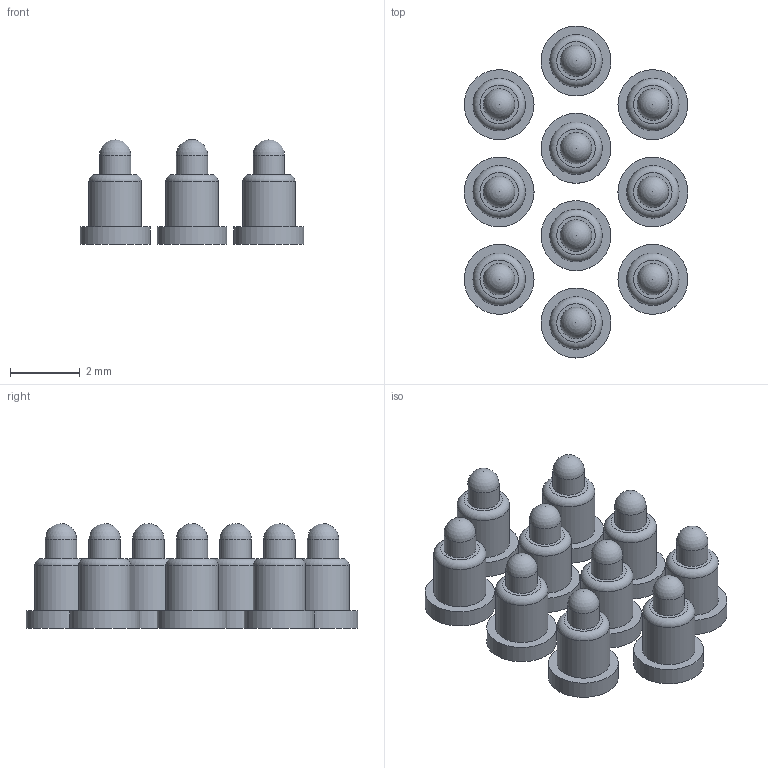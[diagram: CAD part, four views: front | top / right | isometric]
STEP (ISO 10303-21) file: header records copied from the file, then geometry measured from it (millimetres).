
FILE_DESCRIPTION(/* description */ (''),/* implementation_level */ '2;1');
FILE_NAME(/* name */ '10-Pin Pogo Connector Pins.step',/* time_stamp */ '2024-01-02T23:22:13Z',/* author */ (''),/* organization */ (''),/* preprocessor_version */ 'ST-DEVELOPER v20',/* originating_system */ 'Autodesk Translation Framework v12.14.0.127',/* authorisation */ '');
FILE_SCHEMA (('AUTOMOTIVE_DESIGN { 1 0 10303 214 3 1 1 }'));
Length unit declared in the file: millimetre
Products named in the file (2): 10-Pin Pogo Connector Pins; Pogo Pin 5mm
Assembly tree (10 placements, depth 2):
  10-Pin Pogo Connector Pins
    Pogo Pin 5mm  x10
Bounding box: 6.4 x 9.5 x 3 mm (x, y, z)
Volume: 47.2 mm3; surface area: 182.6 mm2
Topology: 10 solids, 10 shells, 80 faces, 150 edges, 100 vertices
Faces by surface type: cylinder 30, plane 30, torus 10, sphere 10
Full cylindrical faces by diameter (mm): 0.9 x10, 1.5 x10, 2 x10
Entity records: 337 total; most frequent: DIRECTION 65, CARTESIAN_POINT 44, AXIS2_PLACEMENT_3D 31, ORIENTED_EDGE 28, EDGE_CURVE 14, PRODUCT_DEFINITION_SHAPE 12, CIRCLE 11, ITEM_DEFINED_TRANSFORMATION 10
